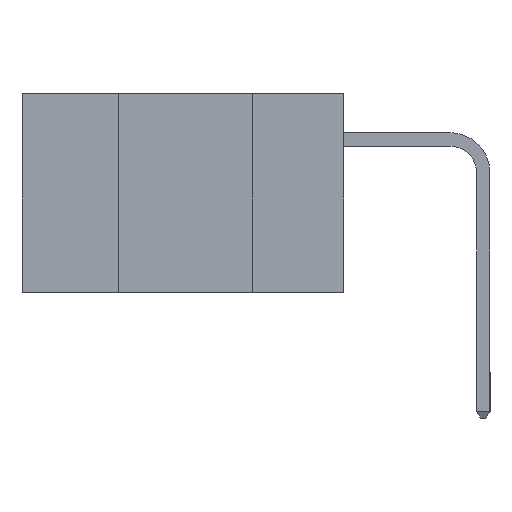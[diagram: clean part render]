
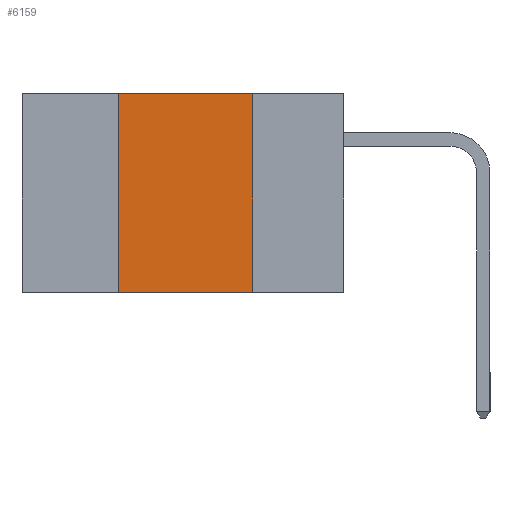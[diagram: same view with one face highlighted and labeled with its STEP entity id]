
A CAD part, left-side view. The second image highlights one B-rep face of the part: STEP entity #6159.
In plain terms, the highlighted planar face has unit normal (-1, 0, 0).
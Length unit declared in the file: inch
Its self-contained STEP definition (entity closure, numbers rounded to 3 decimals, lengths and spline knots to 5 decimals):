
#306 = ORIENTED_EDGE ( 'NONE', *, *, #2968, .T. ) ;
#328 = CARTESIAN_POINT ( 'NONE',  ( 0., 0.42, -0.37 ) ) ;
#447 = DIRECTION ( 'NONE',  ( 0., -1., 0. ) ) ;
#760 = EDGE_CURVE ( 'NONE', #10805, #6685, #5166, .T. ) ;
#786 = CARTESIAN_POINT ( 'NONE',  ( 0., 0.42, 0. ) ) ;
#1229 = VECTOR ( 'NONE', #7709, 39.37008 ) ;
#1304 = CARTESIAN_POINT ( 'NONE',  ( 0., 0.6, 0. ) ) ;
#1826 = CARTESIAN_POINT ( 'NONE',  ( 0., 0.6, 0. ) ) ;
#1939 = DIRECTION ( 'NONE',  ( 0., 0., -1. ) ) ;
#2263 = ORIENTED_EDGE ( 'NONE', *, *, #6129, .F. ) ;
#2777 = DIRECTION ( 'NONE',  ( 1., 0., 0. ) ) ;
#2874 = VERTEX_POINT ( 'NONE', #3815 ) ;
#2968 = EDGE_CURVE ( 'NONE', #10805, #2874, #8744, .T. ) ;
#3371 = CARTESIAN_POINT ( 'NONE',  ( 0., 0.17, 0. ) ) ;
#3428 = VECTOR ( 'NONE', #7511, 39.37008 ) ;
#3698 = PLANE ( 'NONE',  #8274 ) ;
#3815 = CARTESIAN_POINT ( 'NONE',  ( 0., 0.17, -0.37 ) ) ;
#4954 = EDGE_LOOP ( 'NONE', ( #6005, #2263, #5017, #306 ) ) ;
#5017 = ORIENTED_EDGE ( 'NONE', *, *, #760, .F. ) ;
#5166 = LINE ( 'NONE', #786, #1229 ) ;
#5307 = DIRECTION ( 'NONE',  ( 0., 0., -1. ) ) ;
#5638 = CARTESIAN_POINT ( 'NONE',  ( 0., 0.6, -0.37 ) ) ;
#5723 = LINE ( 'NONE', #1304, #3428 ) ;
#6005 = ORIENTED_EDGE ( 'NONE', *, *, #8144, .F. ) ;
#6129 = EDGE_CURVE ( 'NONE', #6685, #9150, #5723, .T. ) ;
#6159 = ADVANCED_FACE ( 'NONE', ( #7047 ), #3698, .F. ) ;
#6473 = VECTOR ( 'NONE', #447, 39.37008 ) ;
#6685 = VERTEX_POINT ( 'NONE', #10758 ) ;
#7047 = FACE_OUTER_BOUND ( 'NONE', #4954, .T. ) ;
#7148 = LINE ( 'NONE', #10452, #10801 ) ;
#7511 = DIRECTION ( 'NONE',  ( 0., -1., 0. ) ) ;
#7709 = DIRECTION ( 'NONE',  ( 0., 0., 1. ) ) ;
#8144 = EDGE_CURVE ( 'NONE', #9150, #2874, #7148, .T. ) ;
#8274 = AXIS2_PLACEMENT_3D ( 'NONE', #1826, #2777, #1939 ) ;
#8744 = LINE ( 'NONE', #5638, #6473 ) ;
#9150 = VERTEX_POINT ( 'NONE', #3371 ) ;
#10452 = CARTESIAN_POINT ( 'NONE',  ( 0., 0.17, 0. ) ) ;
#10758 = CARTESIAN_POINT ( 'NONE',  ( 0., 0.42, 0. ) ) ;
#10801 = VECTOR ( 'NONE', #5307, 39.37008 ) ;
#10805 = VERTEX_POINT ( 'NONE', #328 ) ;
